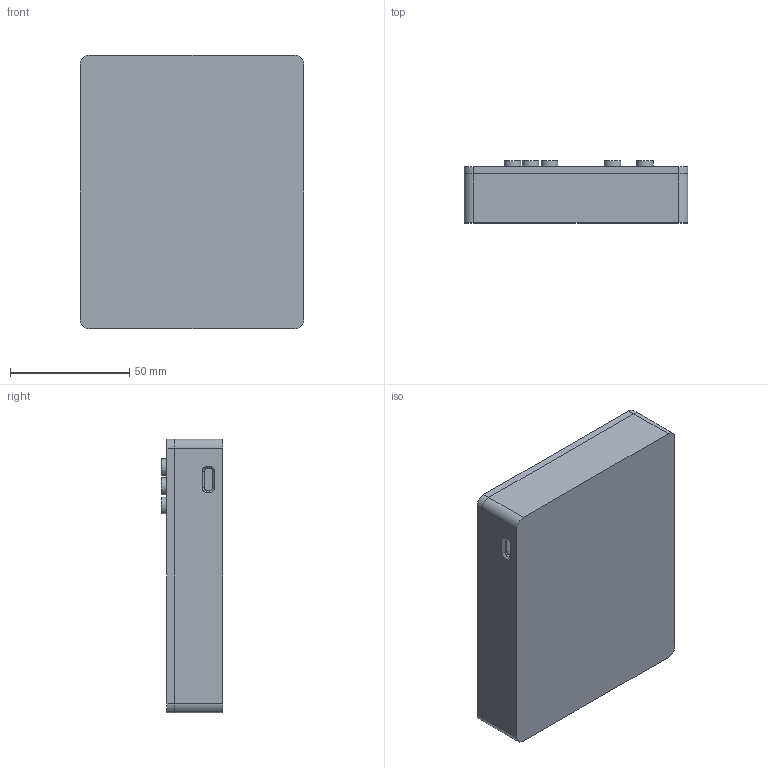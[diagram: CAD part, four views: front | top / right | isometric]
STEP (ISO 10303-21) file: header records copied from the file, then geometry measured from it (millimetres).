
FILE_DESCRIPTION(/* description */ (''),/* implementation_level */ '2;1');
FILE_NAME(/* name */ '9f1da0c1-2c1b-46c0-b6fe-f4d642962ce2.stp',/* time_stamp */ '2025-09-29T14:10:27Z',/* author */ (''),/* organization */ (''),/* preprocessor_version */ 'ST-DEVELOPER v20.1',/* originating_system */ 'Autodesk Translation Framework v14.21.0.0',/* authorisation */ '');
FILE_SCHEMA (('AUTOMOTIVE_DESIGN { 1 0 10303 214 3 1 1 }'));
Length unit declared in the file: millimetre
Products named in the file (7): Pocket Snake; 2.4 inch tft lcd display v2; 2.4 inch tft lcd display; Shell; LID; Buttons; Button cap
Assembly tree (11 placements, depth 3):
  Pocket Snake
    2.4 inch tft lcd display v2
      2.4 inch tft lcd display
    Shell
    LID
    Buttons
      Button cap  x6
Bounding box: 94 x 26 x 115 mm (x, y, z)
Volume: 92850.5 mm3; surface area: 66337 mm2
Topology: 9 solids, 9 shells, 205 faces, 476 edges, 312 vertices
Faces by surface type: plane 118, cylinder 79, cone 8
Full cylindrical faces by diameter (mm): 1.7 x10, 1.975 x1, 2 x3, 3 x4, 7 x6, 7.3 x6, 8 x6
Entity records: 5700 total; most frequent: DIRECTION 990, CARTESIAN_POINT 937, ORIENTED_EDGE 892, EDGE_CURVE 446, AXIS2_PLACEMENT_3D 345, LINE 300, VECTOR 300, VERTEX_POINT 292
